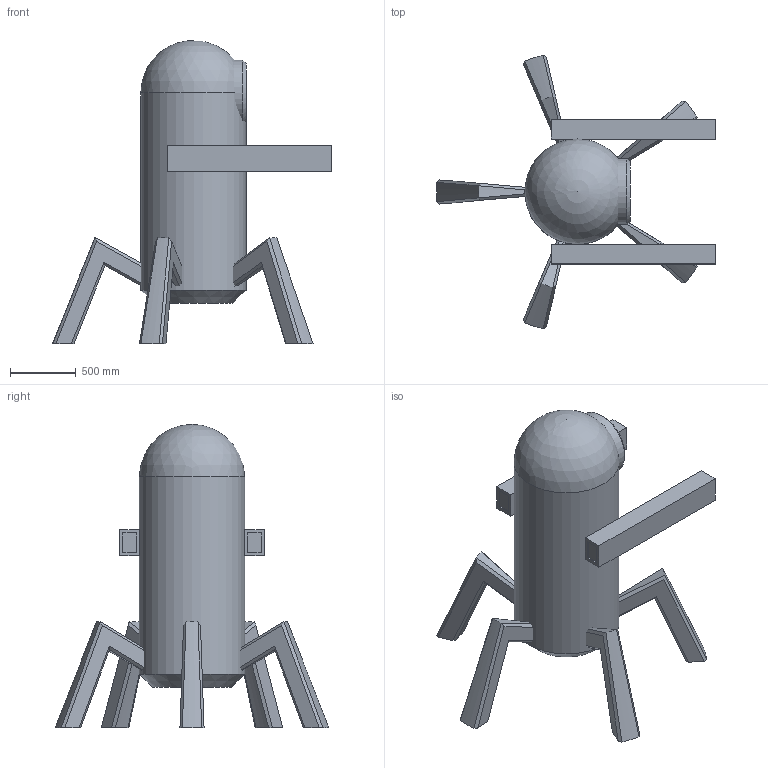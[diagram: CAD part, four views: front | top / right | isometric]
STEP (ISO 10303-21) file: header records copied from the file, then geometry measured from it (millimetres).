
FILE_DESCRIPTION(/* description */ (''),/* implementation_level */ '2;1');
FILE_NAME(/* name */ 'Crewmate #4.step',/* time_stamp */ '2022-09-28T20:54:39-05:00',/* author */ (''),/* organization */ (''),/* preprocessor_version */ 'ST-DEVELOPER v19',/* originating_system */ 'Autodesk Translation Framework v11.7.0.108',/* authorisation */ '');
FILE_SCHEMA (('AUTOMOTIVE_DESIGN { 1 0 10303 214 3 1 1 }'));
Length unit declared in the file: millimetre
Products named in the file (1): #4828
Bounding box: 2121.01 x 2080.24 x 2305.71 mm (x, y, z)
Volume: 1129269984 mm3; surface area: 11003788.4 mm2
Topology: 10 solids, 10 shells, 129 faces, 310 edges, 210 vertices
Faces by surface type: plane 50, bspline 40, cone 27, cylinder 11, sphere 1
Full cylindrical faces by diameter (mm): 75 x7, 500 x1, 800 x1
Entity records: 4853 total; most frequent: CARTESIAN_POINT 2136, ORIENTED_EDGE 618, DIRECTION 369, EDGE_CURVE 309, VERTEX_POINT 210, B_SPLINE_CURVE_WITH_KNOTS 175, AXIS2_PLACEMENT_3D 145, EDGE_LOOP 139
